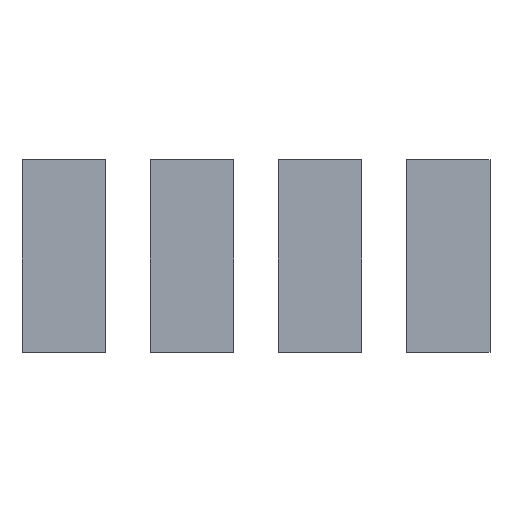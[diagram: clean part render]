
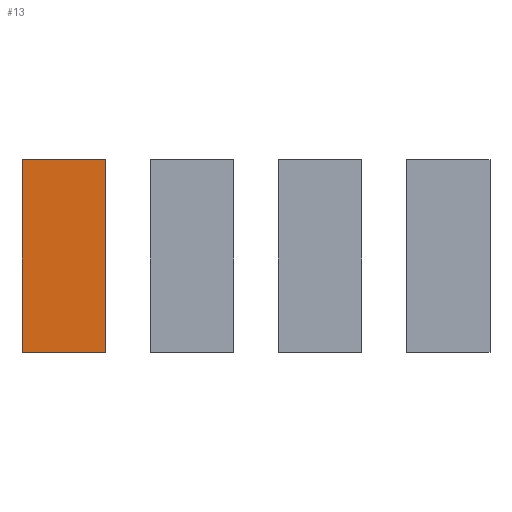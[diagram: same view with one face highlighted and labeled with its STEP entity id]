
A CAD part, top view. The second image highlights one B-rep face of the part: STEP entity #13.
In plain terms, the highlighted planar face has unit normal (0, 0, 1).
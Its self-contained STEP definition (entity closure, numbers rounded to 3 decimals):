
#13 = ADVANCED_FACE ( 'NONE', ( #62 ), #64, .T. ) ;
#21 = DIRECTION ( 'NONE',  ( 1., 0., 0. ) ) ;
#62 = FACE_OUTER_BOUND ( 'NONE', #468, .T. ) ;
#64 = PLANE ( 'NONE',  #1048 ) ;
#115 = CARTESIAN_POINT ( 'NONE',  ( -4.635, -1.905, 0.1 ) ) ;
#135 = CARTESIAN_POINT ( 'NONE',  ( -2.985, 1.905, 0.1 ) ) ;
#168 = CARTESIAN_POINT ( 'NONE',  ( -4.635, 1.905, 0.1 ) ) ;
#172 = VECTOR ( 'NONE', #295, 1000. ) ;
#214 = LINE ( 'NONE', #446, #172 ) ;
#295 = DIRECTION ( 'NONE',  ( 0., -1., 0. ) ) ;
#302 = VERTEX_POINT ( 'NONE', #115 ) ;
#316 = CARTESIAN_POINT ( 'NONE',  ( -4.635, -1.905, 0.1 ) ) ;
#344 = VECTOR ( 'NONE', #489, 1000. ) ;
#374 = LINE ( 'NONE', #1031, #563 ) ;
#376 = LINE ( 'NONE', #168, #344 ) ;
#409 = ORIENTED_EDGE ( 'NONE', *, *, #617, .T. ) ;
#414 = ORIENTED_EDGE ( 'NONE', *, *, #501, .T. ) ;
#442 = EDGE_CURVE ( 'NONE', #1020, #302, #214, .T. ) ;
#446 = CARTESIAN_POINT ( 'NONE',  ( -4.635, 1.905, 0.1 ) ) ;
#468 = EDGE_LOOP ( 'NONE', ( #414, #1046, #691, #409 ) ) ;
#489 = DIRECTION ( 'NONE',  ( -1., 0., 0. ) ) ;
#501 = EDGE_CURVE ( 'NONE', #511, #764, #374, .T. ) ;
#511 = VERTEX_POINT ( 'NONE', #886 ) ;
#563 = VECTOR ( 'NONE', #956, 1000. ) ;
#617 = EDGE_CURVE ( 'NONE', #302, #511, #644, .T. ) ;
#632 = DIRECTION ( 'NONE',  ( 1., 0., 0. ) ) ;
#640 = CARTESIAN_POINT ( 'NONE',  ( 0., 0., 0.1 ) ) ;
#644 = LINE ( 'NONE', #316, #895 ) ;
#662 = EDGE_CURVE ( 'NONE', #764, #1020, #376, .T. ) ;
#691 = ORIENTED_EDGE ( 'NONE', *, *, #442, .T. ) ;
#764 = VERTEX_POINT ( 'NONE', #135 ) ;
#804 = DIRECTION ( 'NONE',  ( 0., 0., 1. ) ) ;
#833 = CARTESIAN_POINT ( 'NONE',  ( -4.635, 1.905, 0.1 ) ) ;
#886 = CARTESIAN_POINT ( 'NONE',  ( -2.985, -1.905, 0.1 ) ) ;
#895 = VECTOR ( 'NONE', #21, 1000. ) ;
#956 = DIRECTION ( 'NONE',  ( 0., 1., 0. ) ) ;
#1020 = VERTEX_POINT ( 'NONE', #833 ) ;
#1031 = CARTESIAN_POINT ( 'NONE',  ( -2.985, 1.905, 0.1 ) ) ;
#1046 = ORIENTED_EDGE ( 'NONE', *, *, #662, .T. ) ;
#1048 = AXIS2_PLACEMENT_3D ( 'NONE', #640, #804, #632 ) ;
